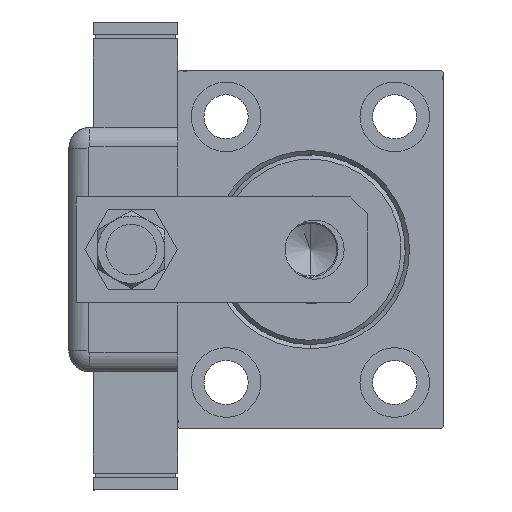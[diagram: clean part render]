
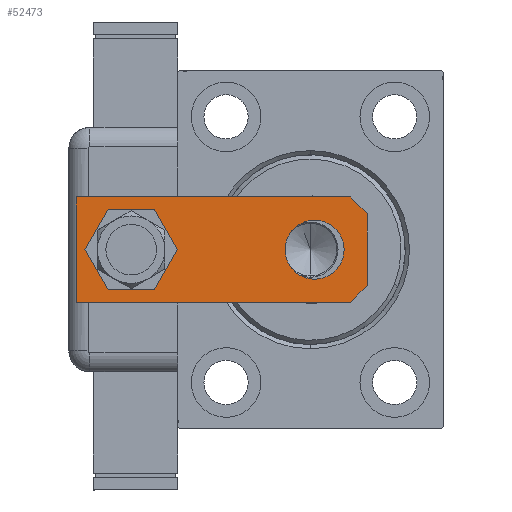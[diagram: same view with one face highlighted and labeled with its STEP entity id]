
A CAD part, left-side view. The second image highlights one B-rep face of the part: STEP entity #52473.
In plain terms, the highlighted face is planar.
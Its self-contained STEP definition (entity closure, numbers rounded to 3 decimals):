
#1938 = EDGE_LOOP ( 'NONE', ( #32393, #11326, #13130, #6671, #21167, #55927 ) ) ;
#2538 = DIRECTION ( 'NONE',  ( 0., 0., 1. ) ) ;
#2673 = AXIS2_PLACEMENT_3D ( 'NONE', #28780, #47447, #42853 ) ;
#4332 = CARTESIAN_POINT ( 'NONE',  ( 0., 56., 0. ) ) ;
#5095 = AXIS2_PLACEMENT_3D ( 'NONE', #44684, #21138, #58124 ) ;
#6141 = EDGE_CURVE ( 'NONE', #23765, #9205, #31428, .T. ) ;
#6362 = CIRCLE ( 'NONE', #40510, 7. ) ;
#6569 = DIRECTION ( 'NONE',  ( 1., 0., 0. ) ) ;
#6671 = ORIENTED_EDGE ( 'NONE', *, *, #15343, .F. ) ;
#7116 = PLANE ( 'NONE',  #46772 ) ;
#8318 = VECTOR ( 'NONE', #10611, 1000. ) ;
#8490 = EDGE_CURVE ( 'NONE', #54420, #35963, #50309, .T. ) ;
#8800 = VERTEX_POINT ( 'NONE', #17513 ) ;
#9205 = VERTEX_POINT ( 'NONE', #56219 ) ;
#10611 = DIRECTION ( 'NONE',  ( -0.707, 0.707, 0. ) ) ;
#11326 = ORIENTED_EDGE ( 'NONE', *, *, #18606, .T. ) ;
#11519 = LINE ( 'NONE', #39636, #8318 ) ;
#11613 = VECTOR ( 'NONE', #41015, 1000. ) ;
#11826 = VERTEX_POINT ( 'NONE', #47633 ) ;
#12384 = CARTESIAN_POINT ( 'NONE',  ( 0., 12.5, 0. ) ) ;
#13130 = ORIENTED_EDGE ( 'NONE', *, *, #8490, .F. ) ;
#14056 = EDGE_CURVE ( 'NONE', #23099, #34152, #25796, .T. ) ;
#14385 = CIRCLE ( 'NONE', #2673, 7. ) ;
#14421 = ORIENTED_EDGE ( 'NONE', *, *, #18275, .T. ) ;
#14485 = DIRECTION ( 'NONE',  ( -0.707, -0.707, 0. ) ) ;
#15343 = EDGE_CURVE ( 'NONE', #49927, #54420, #35198, .T. ) ;
#16110 = AXIS2_PLACEMENT_3D ( 'NONE', #4332, #59916, #18052 ) ;
#16413 = ORIENTED_EDGE ( 'NONE', *, *, #6141, .T. ) ;
#17464 = FACE_BOUND ( 'NONE', #41061, .T. ) ;
#17513 = CARTESIAN_POINT ( 'NONE',  ( 7., 12.5, 0. ) ) ;
#17934 = EDGE_CURVE ( 'NONE', #8800, #58456, #6362, .T. ) ;
#18052 = DIRECTION ( 'NONE',  ( 1., 0., 0. ) ) ;
#18275 = EDGE_CURVE ( 'NONE', #9205, #23765, #30720, .T. ) ;
#18606 = EDGE_CURVE ( 'NONE', #23099, #35963, #11519, .T. ) ;
#19817 = CARTESIAN_POINT ( 'NONE',  ( -7., 56., 0. ) ) ;
#19852 = VECTOR ( 'NONE', #6569, 1000. ) ;
#20533 = DIRECTION ( 'NONE',  ( -1., 0., 0. ) ) ;
#21138 = DIRECTION ( 'NONE',  ( 0., 0., 1. ) ) ;
#21167 = ORIENTED_EDGE ( 'NONE', *, *, #28420, .F. ) ;
#23099 = VERTEX_POINT ( 'NONE', #46350 ) ;
#23765 = VERTEX_POINT ( 'NONE', #19817 ) ;
#25796 = LINE ( 'NONE', #44739, #19852 ) ;
#26030 = CARTESIAN_POINT ( 'NONE',  ( 0., 0., 0. ) ) ;
#26741 = CARTESIAN_POINT ( 'NONE',  ( -12.5, 69., 0. ) ) ;
#26777 = CARTESIAN_POINT ( 'NONE',  ( 8.5, 0., 0. ) ) ;
#28420 = EDGE_CURVE ( 'NONE', #11826, #49927, #56774, .T. ) ;
#28780 = CARTESIAN_POINT ( 'NONE',  ( 0., 12.5, 0. ) ) ;
#29521 = VECTOR ( 'NONE', #14485, 1000. ) ;
#30316 = FACE_OUTER_BOUND ( 'NONE', #1938, .T. ) ;
#30720 = CIRCLE ( 'NONE', #16110, 7. ) ;
#30738 = CARTESIAN_POINT ( 'NONE',  ( -12.5, 69., 0. ) ) ;
#31428 = CIRCLE ( 'NONE', #5095, 7. ) ;
#32115 = CARTESIAN_POINT ( 'NONE',  ( -7., 12.5, 0. ) ) ;
#32393 = ORIENTED_EDGE ( 'NONE', *, *, #14056, .F. ) ;
#33723 = CARTESIAN_POINT ( 'NONE',  ( 12.5, 69., 0. ) ) ;
#34152 = VERTEX_POINT ( 'NONE', #26777 ) ;
#34974 = CARTESIAN_POINT ( 'NONE',  ( -12.5, 4., 0. ) ) ;
#35198 = LINE ( 'NONE', #53249, #53119 ) ;
#35963 = VERTEX_POINT ( 'NONE', #34974 ) ;
#36407 = VECTOR ( 'NONE', #59759, 1000. ) ;
#37710 = LINE ( 'NONE', #56345, #29521 ) ;
#39636 = CARTESIAN_POINT ( 'NONE',  ( -8.5, 0., 0. ) ) ;
#39798 = DIRECTION ( 'NONE',  ( 1., 0., 0. ) ) ;
#40510 = AXIS2_PLACEMENT_3D ( 'NONE', #12384, #59121, #49672 ) ;
#41015 = DIRECTION ( 'NONE',  ( 0., 1., 0. ) ) ;
#41061 = EDGE_LOOP ( 'NONE', ( #45856, #53167 ) ) ;
#41231 = EDGE_CURVE ( 'NONE', #11826, #34152, #37710, .T. ) ;
#42853 = DIRECTION ( 'NONE',  ( 1., 0., 0. ) ) ;
#44684 = CARTESIAN_POINT ( 'NONE',  ( 0., 56., 0. ) ) ;
#44739 = CARTESIAN_POINT ( 'NONE',  ( -12.5, 0., 0. ) ) ;
#45608 = FACE_BOUND ( 'NONE', #57703, .T. ) ;
#45856 = ORIENTED_EDGE ( 'NONE', *, *, #47647, .T. ) ;
#46350 = CARTESIAN_POINT ( 'NONE',  ( -8.5, 0., 0. ) ) ;
#46772 = AXIS2_PLACEMENT_3D ( 'NONE', #26030, #2538, #39798 ) ;
#47447 = DIRECTION ( 'NONE',  ( 0., 0., 1. ) ) ;
#47633 = CARTESIAN_POINT ( 'NONE',  ( 12.5, 4., 0. ) ) ;
#47647 = EDGE_CURVE ( 'NONE', #58456, #8800, #14385, .T. ) ;
#49672 = DIRECTION ( 'NONE',  ( 1., 0., 0. ) ) ;
#49927 = VERTEX_POINT ( 'NONE', #33723 ) ;
#50309 = LINE ( 'NONE', #30738, #36407 ) ;
#52473 = ADVANCED_FACE ( 'NONE', ( #30316, #45608, #17464 ), #7116, .F. ) ;
#53119 = VECTOR ( 'NONE', #20533, 1000. ) ;
#53167 = ORIENTED_EDGE ( 'NONE', *, *, #17934, .T. ) ;
#53249 = CARTESIAN_POINT ( 'NONE',  ( 12.5, 69., 0. ) ) ;
#54420 = VERTEX_POINT ( 'NONE', #26741 ) ;
#55058 = CARTESIAN_POINT ( 'NONE',  ( 12.5, 0., 0. ) ) ;
#55927 = ORIENTED_EDGE ( 'NONE', *, *, #41231, .T. ) ;
#56219 = CARTESIAN_POINT ( 'NONE',  ( 7., 56., 0. ) ) ;
#56345 = CARTESIAN_POINT ( 'NONE',  ( 12.5, 4., 0. ) ) ;
#56774 = LINE ( 'NONE', #55058, #11613 ) ;
#57703 = EDGE_LOOP ( 'NONE', ( #16413, #14421 ) ) ;
#58124 = DIRECTION ( 'NONE',  ( 1., 0., 0. ) ) ;
#58456 = VERTEX_POINT ( 'NONE', #32115 ) ;
#59121 = DIRECTION ( 'NONE',  ( 0., 0., 1. ) ) ;
#59759 = DIRECTION ( 'NONE',  ( 0., -1., 0. ) ) ;
#59916 = DIRECTION ( 'NONE',  ( 0., 0., 1. ) ) ;
